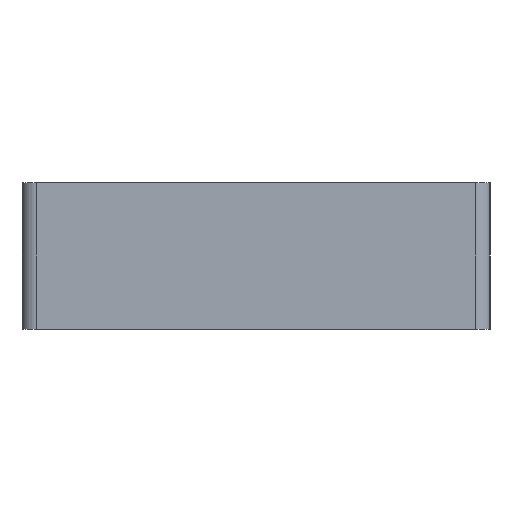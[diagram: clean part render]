
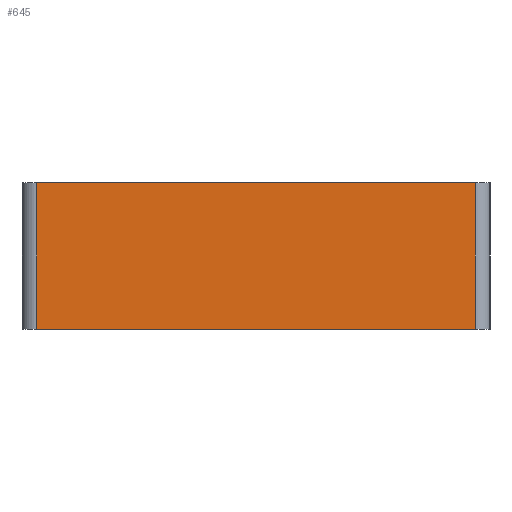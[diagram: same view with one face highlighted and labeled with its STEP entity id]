
A CAD part, left-side view. The second image highlights one B-rep face of the part: STEP entity #645.
In plain terms, the highlighted planar face has unit normal (-1, 0, 0).
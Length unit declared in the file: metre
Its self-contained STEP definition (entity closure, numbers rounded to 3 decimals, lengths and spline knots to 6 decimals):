
#136=ORIENTED_EDGE('',*,*,#320,.F.);
#137=ORIENTED_EDGE('',*,*,#321,.T.);
#138=ORIENTED_EDGE('',*,*,#322,.T.);
#139=ORIENTED_EDGE('',*,*,#323,.T.);
#320=EDGE_CURVE('',#408,#409,#472,.T.);
#321=EDGE_CURVE('',#408,#410,#473,.F.);
#322=EDGE_CURVE('',#410,#411,#474,.T.);
#323=EDGE_CURVE('',#411,#409,#475,.T.);
#408=VERTEX_POINT('',#1087);
#409=VERTEX_POINT('',#1088);
#410=VERTEX_POINT('',#1090);
#411=VERTEX_POINT('',#1092);
#472=LINE('',#1086,#536);
#473=LINE('',#1089,#537);
#474=LINE('',#1091,#538);
#475=LINE('',#1093,#539);
#536=VECTOR('',#857,1.);
#537=VECTOR('',#858,1.);
#538=VECTOR('',#859,1.);
#539=VECTOR('',#860,1.);
#559=EDGE_LOOP('',(#136,#137,#138,#139));
#593=FACE_BOUND('',#559,.T.);
#623=PLANE('',#700);
#645=ADVANCED_FACE('',(#593),#623,.T.);
#700=AXIS2_PLACEMENT_3D('',#1085,#855,#856);
#855=DIRECTION('',(-1.,0.,0.));
#856=DIRECTION('',(0.,0.,1.));
#857=DIRECTION('',(0.,1.,0.));
#858=DIRECTION('',(0.,0.,-1.));
#859=DIRECTION('',(0.,1.,0.));
#860=DIRECTION('',(0.,0.,-1.));
#1085=CARTESIAN_POINT('',(-0.022,0.,0.005));
#1086=CARTESIAN_POINT('',(-0.022,0.,0.));
#1087=CARTESIAN_POINT('',(-0.022,-0.0075,0.));
#1088=CARTESIAN_POINT('',(-0.022,0.0075,0.));
#1089=CARTESIAN_POINT('',(-0.022,-0.0075,0.005));
#1090=CARTESIAN_POINT('',(-0.022,-0.0075,0.005));
#1091=CARTESIAN_POINT('',(-0.022,0.,0.005));
#1092=CARTESIAN_POINT('',(-0.022,0.0075,0.005));
#1093=CARTESIAN_POINT('',(-0.022,0.0075,0.));
